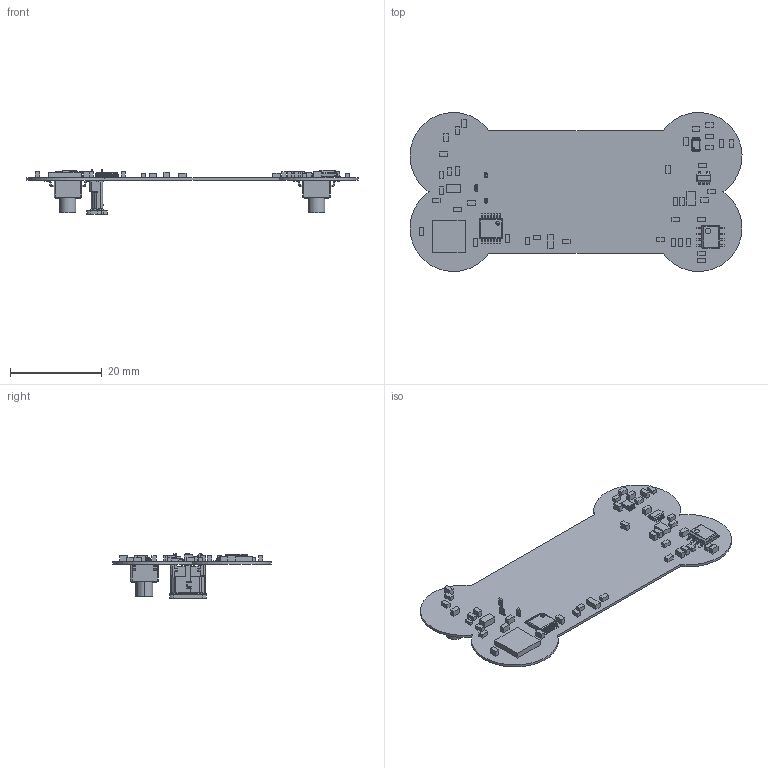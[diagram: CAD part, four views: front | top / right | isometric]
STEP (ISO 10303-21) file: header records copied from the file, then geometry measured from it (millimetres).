
FILE_DESCRIPTION(('Open CASCADE Model'),'2;1');
FILE_NAME('Open CASCADE Shape Model','2020-01-03T13:00:51',('Author'),( 'Open CASCADE'),'Open CASCADE STEP processor 6.8','Open CASCADE 6.8' ,'Unknown');
FILE_SCHEMA(('AUTOMOTIVE_DESIGN { 1 0 10303 214 1 1 1 1 }'));
Length unit declared in the file: millimetre
Products named in the file (1): PCB
Bounding box: 72.36 x 34.65 x 9.8 mm (x, y, z)
Volume: 1785.3 mm3; surface area: 5811.5 mm2
Topology: 74 solids, 284 shells, 1489 faces, 4317 edges, 3229 vertices
Faces by surface type: plane 1058, cylinder 390, sphere 26, torus 12, cone 3
Full cylindrical faces by diameter (mm): 0.08 x1
Entity records: 51349 total; most frequent: CARTESIAN_POINT 9522, DIRECTION 8134, ORIENTED_EDGE 7492, EDGE_CURVE 4267, LINE 3304, VECTOR 3304, VERTEX_POINT 3141, AXIS2_PLACEMENT_3D 2415
